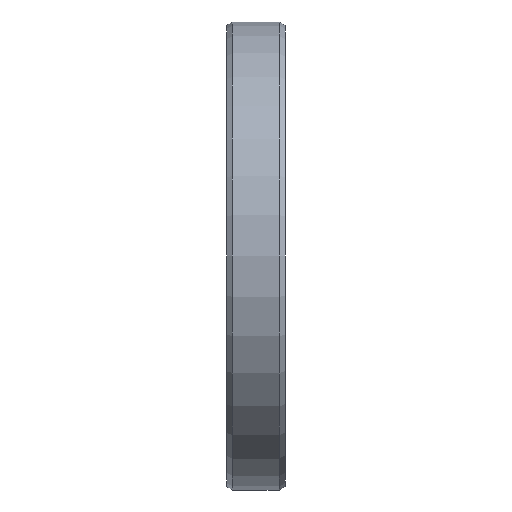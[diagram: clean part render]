
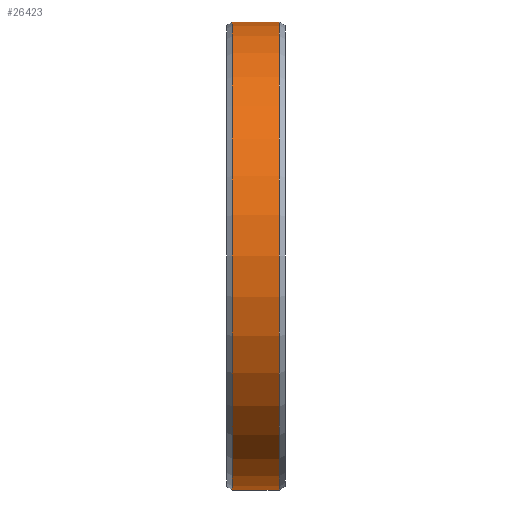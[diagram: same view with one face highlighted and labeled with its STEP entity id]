
A CAD part, left-side view. The second image highlights one B-rep face of the part: STEP entity #26423.
In plain terms, the highlighted cylindrical face has radius 40 mm (diameter 80 mm), a partial arc.
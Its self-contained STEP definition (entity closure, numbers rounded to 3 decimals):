
#25733=DIRECTION('',(0.,1.,0.));
#25734=VECTOR('',#25733,8.);
#25735=CARTESIAN_POINT('',(0.,-4.,-40.));
#25736=LINE('',#25735,#25734);
#25740=DIRECTION('',(0.,1.,0.));
#25741=VECTOR('',#25740,8.);
#25742=CARTESIAN_POINT('',(0.,-4.,40.));
#25743=LINE('',#25742,#25741);
#25747=CARTESIAN_POINT('',(0.,-4.,0.));
#25748=DIRECTION('',(0.,1.,0.));
#25749=DIRECTION('',(0.,0.,-1.));
#25750=AXIS2_PLACEMENT_3D('',#25747,#25748,#25749);
#25785=CARTESIAN_POINT('',(0.,4.,0.));
#25786=DIRECTION('',(0.,1.,0.));
#25787=DIRECTION('',(0.,0.,-1.));
#25788=AXIS2_PLACEMENT_3D('',#25785,#25786,#25787);
#25818=CARTESIAN_POINT('',(0.,-4.,-40.));
#25820=VERTEX_POINT('',#25818);
#25821=CARTESIAN_POINT('',(0.,4.,-40.));
#25822=VERTEX_POINT('',#25821);
#25850=CARTESIAN_POINT('',(0.,-4.,40.));
#25852=VERTEX_POINT('',#25850);
#25853=CARTESIAN_POINT('',(0.,4.,40.));
#25854=VERTEX_POINT('',#25853);
#26409=CARTESIAN_POINT('',(0.,41.885,0.));
#26410=DIRECTION('',(0.,-1.,0.));
#26411=DIRECTION('',(0.,0.,1.));
#26412=AXIS2_PLACEMENT_3D('',#26409,#26410,#26411);
#26413=CYLINDRICAL_SURFACE('',#26412,40.);
#26415=ORIENTED_EDGE('',*,*,#26414,.T.);
#26417=ORIENTED_EDGE('',*,*,#26416,.T.);
#26419=ORIENTED_EDGE('',*,*,#26418,.F.);
#26420=ORIENTED_EDGE('',*,*,#26395,.F.);
#26421=EDGE_LOOP('',(#26415,#26417,#26419,#26420));
#26422=FACE_OUTER_BOUND('',#26421,.F.);
#25751=CIRCLE('',#25750,40.);
#25789=CIRCLE('',#25788,40.);
#26395=EDGE_CURVE('',#25820,#25852,#25751,.T.);
#26414=EDGE_CURVE('',#25820,#25822,#25736,.T.);
#26416=EDGE_CURVE('',#25822,#25854,#25789,.T.);
#26418=EDGE_CURVE('',#25852,#25854,#25743,.T.);
#26423=ADVANCED_FACE('',(#26422),#26413,.T.);
